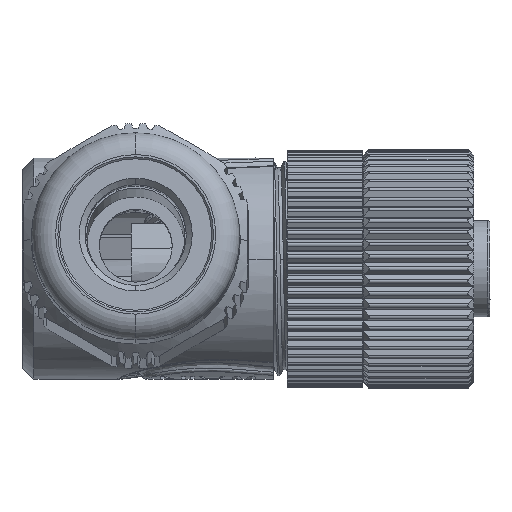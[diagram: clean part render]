
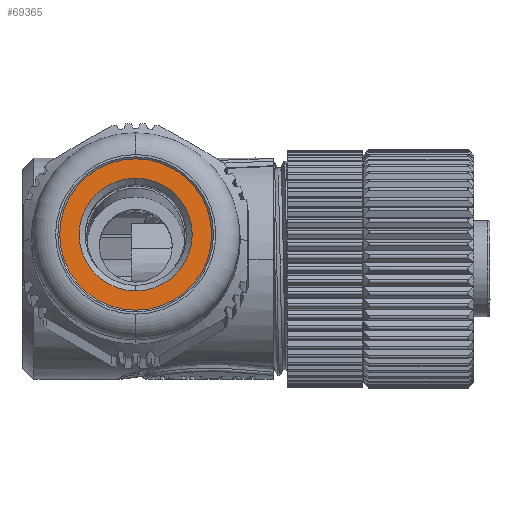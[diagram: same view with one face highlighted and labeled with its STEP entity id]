
A CAD part, left-side view. The second image highlights one B-rep face of the part: STEP entity #69365.
In plain terms, the highlighted planar face has unit normal (-0.996, 0, 0.087).
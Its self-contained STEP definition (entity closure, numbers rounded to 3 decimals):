
#17227=CARTESIAN_POINT('',(-32.653,19.,2.857));
#17228=DIRECTION('',(0.996,0.,-0.087));
#17229=DIRECTION('',(-0.087,0.,-0.996));
#17230=AXIS2_PLACEMENT_3D('',#17227,#17228,#17229);
#17232=CARTESIAN_POINT('',(-32.653,19.,2.857));
#17233=DIRECTION('',(0.996,0.,-0.087));
#17234=DIRECTION('',(0.087,0.,0.996));
#17235=AXIS2_PLACEMENT_3D('',#17232,#17233,#17234);
#17237=CARTESIAN_POINT('',(-32.653,19.,2.857));
#17238=DIRECTION('',(-0.996,0.,0.087));
#17239=DIRECTION('',(0.087,0.,0.996));
#17240=AXIS2_PLACEMENT_3D('',#17237,#17238,#17239);
#17242=CARTESIAN_POINT('',(-32.653,19.,2.857));
#17243=DIRECTION('',(-0.996,0.,0.087));
#17244=DIRECTION('',(-0.087,0.,-0.996));
#17245=AXIS2_PLACEMENT_3D('',#17242,#17243,#17244);
#42376=CARTESIAN_POINT('',(-32.1,19.,
9.183));
#42377=VERTEX_POINT('',#42376);
#42378=CARTESIAN_POINT('',(-33.207,19.,-3.469));
#42379=VERTEX_POINT('',#42378);
#42380=CARTESIAN_POINT('',(-32.241,19.,7.564));
#42381=CARTESIAN_POINT('',(-33.065,19.,-1.85));
#42382=VERTEX_POINT('',#42380);
#42383=VERTEX_POINT('',#42381);
#69350=CARTESIAN_POINT('',(-32.653,19.,2.857));
#69351=DIRECTION('',(-0.996,0.,0.087));
#69352=DIRECTION('',(-0.087,0.,-0.996));
#69353=AXIS2_PLACEMENT_3D('',#69350,#69351,#69352);
#69354=PLANE('',#69353);
#69355=ORIENTED_EDGE('',*,*,#69330,.T.);
#69356=ORIENTED_EDGE('',*,*,#69344,.T.);
#69357=EDGE_LOOP('',(#69355,#69356));
#69358=FACE_OUTER_BOUND('',#69357,.F.);
#69360=ORIENTED_EDGE('',*,*,#69359,.T.);
#69362=ORIENTED_EDGE('',*,*,#69361,.T.);
#69363=EDGE_LOOP('',(#69360,#69362));
#69364=FACE_BOUND('',#69363,.F.);
#69365=ADVANCED_FACE('',(#69358,#69364),#69354,.T.);
#17231=CIRCLE('',#17230,6.35);
#17236=CIRCLE('',#17235,6.35);
#17241=CIRCLE('',#17240,4.725);
#17246=CIRCLE('',#17245,4.725);
#69330=EDGE_CURVE('',#42379,#42377,#17231,.T.);
#69344=EDGE_CURVE('',#42377,#42379,#17236,.T.);
#69359=EDGE_CURVE('',#42382,#42383,#17241,.T.);
#69361=EDGE_CURVE('',#42383,#42382,#17246,.T.);
